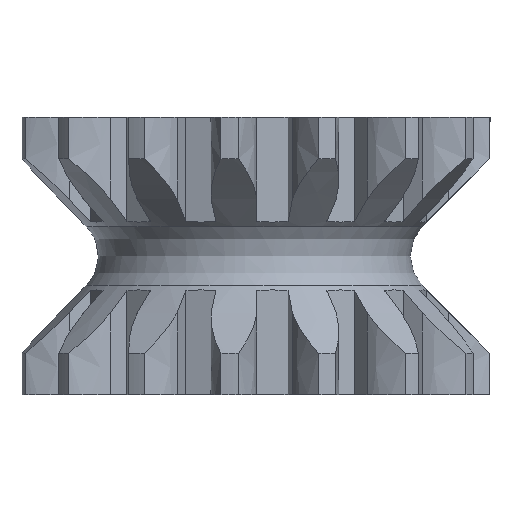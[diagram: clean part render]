
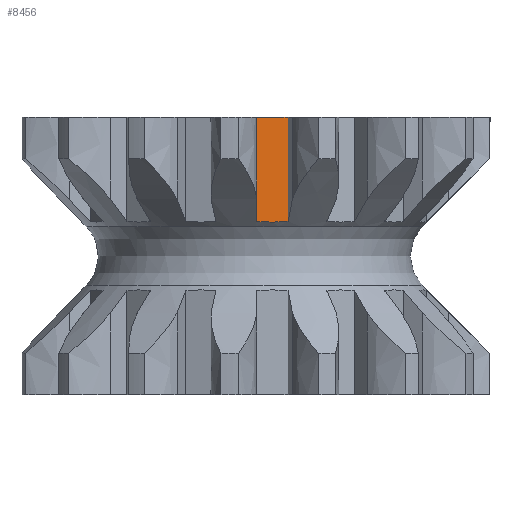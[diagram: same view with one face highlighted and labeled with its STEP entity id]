
A CAD part, left-side view. The second image highlights one B-rep face of the part: STEP entity #8456.
In plain terms, the highlighted planar face has unit normal (-0.995, -0.104, 0).
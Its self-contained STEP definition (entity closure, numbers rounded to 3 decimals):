
#45 = PLANE('',#46);
#46 = AXIS2_PLACEMENT_3D('',#47,#48,#49);
#47 = CARTESIAN_POINT('',(0.,0.,10.));
#48 = DIRECTION('',(0.,0.,-1.));
#49 = DIRECTION('',(-1.,0.,0.));
#104 = CONICAL_SURFACE('',#105,20.,0.785);
#105 = AXIS2_PLACEMENT_3D('',#106,#107,#108);
#106 = CARTESIAN_POINT('',(0.,0.,10.));
#107 = DIRECTION('',(0.,-0.,1.));
#108 = DIRECTION('',(0.,1.,0.));
#1240 = VERTEX_POINT('',#1241);
#1241 = CARTESIAN_POINT('',(-12.26,-2.437,10.));
#1255 = PLANE('',#1256);
#1256 = AXIS2_PLACEMENT_3D('',#1257,#1258,#1259);
#1257 = CARTESIAN_POINT('',(-13.825,-2.748,10.));
#1258 = DIRECTION('',(0.195,-0.981,0.)
  );
#1259 = DIRECTION('',(0.981,0.195,0.)
  );
#1267 = EDGE_CURVE('',#1240,#1268,#1270,.T.);
#1268 = VERTEX_POINT('',#1269);
#1269 = CARTESIAN_POINT('',(-12.499,-0.165,10.));
#1270 = SURFACE_CURVE('',#1271,(#1275,#1282),.PCURVE_S1.);
#1271 = LINE('',#1272,#1273);
#1272 = CARTESIAN_POINT('',(-12.26,-2.437,10.));
#1273 = VECTOR('',#1274,1.);
#1274 = DIRECTION('',(-0.105,0.995,0.
    ));
#1275 = PCURVE('',#45,#1276);
#1276 = DEFINITIONAL_REPRESENTATION('',(#1277),#1281);
#1277 = LINE('',#1278,#1279);
#1278 = CARTESIAN_POINT('',(12.26,-2.437));
#1279 = VECTOR('',#1280,1.);
#1280 = DIRECTION('',(0.105,0.995));
#1281 = ( GEOMETRIC_REPRESENTATION_CONTEXT(2) 
PARAMETRIC_REPRESENTATION_CONTEXT() REPRESENTATION_CONTEXT('2D SPACE',''
  ) );
#1282 = PCURVE('',#1283,#1288);
#1283 = PLANE('',#1284);
#1284 = AXIS2_PLACEMENT_3D('',#1285,#1286,#1287);
#1285 = CARTESIAN_POINT('',(-12.26,-2.437,10.));
#1286 = DIRECTION('',(0.995,0.105,0.)
  );
#1287 = DIRECTION('',(-0.105,0.995,0.
    ));
#1288 = DEFINITIONAL_REPRESENTATION('',(#1289),#1293);
#1289 = LINE('',#1290,#1291);
#1290 = CARTESIAN_POINT('',(0.,0.));
#1291 = VECTOR('',#1292,1.);
#1292 = DIRECTION('',(1.,0.));
#1293 = ( GEOMETRIC_REPRESENTATION_CONTEXT(2) 
PARAMETRIC_REPRESENTATION_CONTEXT() REPRESENTATION_CONTEXT('2D SPACE',''
  ) );
#1311 = PLANE('',#1312);
#1312 = AXIS2_PLACEMENT_3D('',#1313,#1314,#1315);
#1313 = CARTESIAN_POINT('',(-12.499,-0.165,10.));
#1314 = DIRECTION('',(-0.013,1.,
    0.));
#1315 = DIRECTION('',(-1.,-0.013,
    0.));
#5734 = VERTEX_POINT('',#5735);
#5735 = CARTESIAN_POINT('',(-12.26,-2.437,2.5));
#5756 = EDGE_CURVE('',#5757,#5734,#5759,.T.);
#5757 = VERTEX_POINT('',#5758);
#5758 = CARTESIAN_POINT('',(-12.499,-0.165,2.5));
#5759 = SURFACE_CURVE('',#5760,(#5765,#5775),.PCURVE_S1.);
#5760 = HYPERBOLA('',#5761,12.448,12.448);
#5761 = AXIS2_PLACEMENT_3D('',#5762,#5763,#5764);
#5762 = CARTESIAN_POINT('',(-12.38,-1.301,-10.));
#5763 = DIRECTION('',(0.995,0.105,0.)
  );
#5764 = DIRECTION('',(0.,0.,1.));
#5765 = PCURVE('',#104,#5766);
#5766 = DEFINITIONAL_REPRESENTATION('',(#5767),#5774);
#5767 = B_SPLINE_CURVE_WITH_KNOTS('',5,(#5768,#5769,#5770,#5771,#5772,
    #5773),.UNSPECIFIED.,.F.,.F.,(6,6),(-0.11,0.11),
  .PIECEWISE_BEZIER_KNOTS.);
#5768 = CARTESIAN_POINT('',(-4.717,-7.477));
#5769 = CARTESIAN_POINT('',(-4.674,-7.537));
#5770 = CARTESIAN_POINT('',(-4.63,-7.567));
#5771 = CARTESIAN_POINT('',(-4.586,-7.567));
#5772 = CARTESIAN_POINT('',(-4.542,-7.537));
#5773 = CARTESIAN_POINT('',(-4.498,-7.477));
#5774 = ( GEOMETRIC_REPRESENTATION_CONTEXT(2) 
PARAMETRIC_REPRESENTATION_CONTEXT() REPRESENTATION_CONTEXT('2D SPACE',''
  ) );
#5775 = PCURVE('',#1283,#5776);
#5776 = DEFINITIONAL_REPRESENTATION('',(#5777),#5781);
#5777 = HYPERBOLA('',#5778,12.448,12.448);
#5778 = AXIS2_PLACEMENT_2D('',#5779,#5780);
#5779 = CARTESIAN_POINT('',(1.142,-20.));
#5780 = DIRECTION('',(0.,1.));
#5781 = ( GEOMETRIC_REPRESENTATION_CONTEXT(2) 
PARAMETRIC_REPRESENTATION_CONTEXT() REPRESENTATION_CONTEXT('2D SPACE',''
  ) );
#8409 = EDGE_CURVE('',#1240,#5734,#8410,.T.);
#8410 = SURFACE_CURVE('',#8411,(#8415,#8422),.PCURVE_S1.);
#8411 = LINE('',#8412,#8413);
#8412 = CARTESIAN_POINT('',(-12.26,-2.437,10.));
#8413 = VECTOR('',#8414,1.);
#8414 = DIRECTION('',(0.,0.,-1.));
#8415 = PCURVE('',#1255,#8416);
#8416 = DEFINITIONAL_REPRESENTATION('',(#8417),#8421);
#8417 = LINE('',#8418,#8419);
#8418 = CARTESIAN_POINT('',(1.595,0.));
#8419 = VECTOR('',#8420,1.);
#8420 = DIRECTION('',(0.,-1.));
#8421 = ( GEOMETRIC_REPRESENTATION_CONTEXT(2) 
PARAMETRIC_REPRESENTATION_CONTEXT() REPRESENTATION_CONTEXT('2D SPACE',''
  ) );
#8422 = PCURVE('',#1283,#8423);
#8423 = DEFINITIONAL_REPRESENTATION('',(#8424),#8428);
#8424 = LINE('',#8425,#8426);
#8425 = CARTESIAN_POINT('',(0.,0.));
#8426 = VECTOR('',#8427,1.);
#8427 = DIRECTION('',(0.,-1.));
#8428 = ( GEOMETRIC_REPRESENTATION_CONTEXT(2) 
PARAMETRIC_REPRESENTATION_CONTEXT() REPRESENTATION_CONTEXT('2D SPACE',''
  ) );
#8456 = ADVANCED_FACE('',(#8457),#1283,.F.);
#8457 = FACE_BOUND('',#8458,.F.);
#8458 = EDGE_LOOP('',(#8459,#8460,#8461,#8462));
#8459 = ORIENTED_EDGE('',*,*,#1267,.F.);
#8460 = ORIENTED_EDGE('',*,*,#8409,.T.);
#8461 = ORIENTED_EDGE('',*,*,#5756,.F.);
#8462 = ORIENTED_EDGE('',*,*,#8463,.F.);
#8463 = EDGE_CURVE('',#1268,#5757,#8464,.T.);
#8464 = SURFACE_CURVE('',#8465,(#8469,#8476),.PCURVE_S1.);
#8465 = LINE('',#8466,#8467);
#8466 = CARTESIAN_POINT('',(-12.499,-0.165,10.));
#8467 = VECTOR('',#8468,1.);
#8468 = DIRECTION('',(0.,0.,-1.));
#8469 = PCURVE('',#1283,#8470);
#8470 = DEFINITIONAL_REPRESENTATION('',(#8471),#8475);
#8471 = LINE('',#8472,#8473);
#8472 = CARTESIAN_POINT('',(2.284,0.));
#8473 = VECTOR('',#8474,1.);
#8474 = DIRECTION('',(0.,-1.));
#8475 = ( GEOMETRIC_REPRESENTATION_CONTEXT(2) 
PARAMETRIC_REPRESENTATION_CONTEXT() REPRESENTATION_CONTEXT('2D SPACE',''
  ) );
#8476 = PCURVE('',#1311,#8477);
#8477 = DEFINITIONAL_REPRESENTATION('',(#8478),#8482);
#8478 = LINE('',#8479,#8480);
#8479 = CARTESIAN_POINT('',(-0.,0.));
#8480 = VECTOR('',#8481,1.);
#8481 = DIRECTION('',(0.,-1.));
#8482 = ( GEOMETRIC_REPRESENTATION_CONTEXT(2) 
PARAMETRIC_REPRESENTATION_CONTEXT() REPRESENTATION_CONTEXT('2D SPACE',''
  ) );
